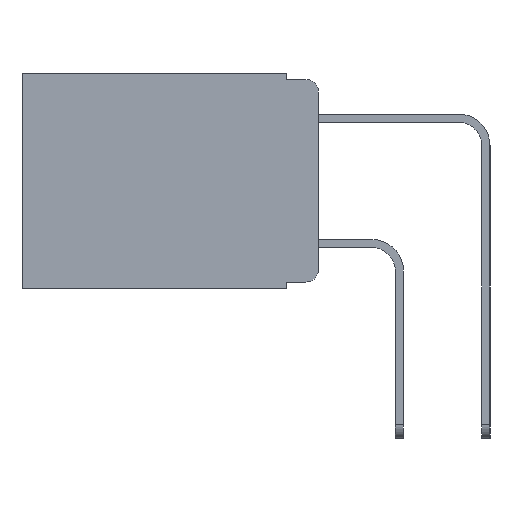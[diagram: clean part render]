
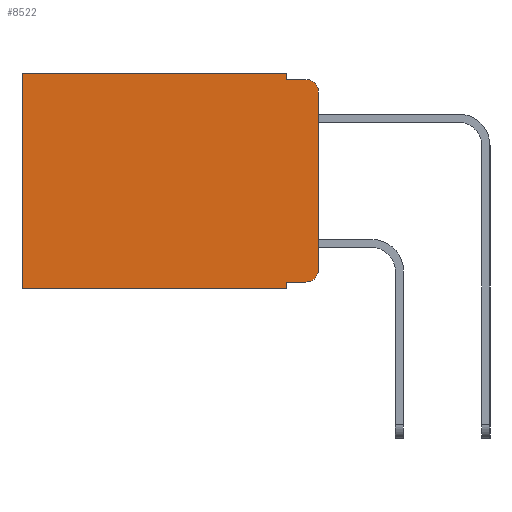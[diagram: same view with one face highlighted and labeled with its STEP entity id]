
A CAD part, left-side view. The second image highlights one B-rep face of the part: STEP entity #8522.
In plain terms, the highlighted planar face has unit normal (-1, 0, 0).
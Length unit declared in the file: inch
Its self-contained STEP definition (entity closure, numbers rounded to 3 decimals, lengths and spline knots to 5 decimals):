
#48 = DIRECTION ( 'NONE',  ( 0., 0., -1. ) ) ;
#229 = DIRECTION ( 'NONE',  ( 0., 0., -1. ) ) ;
#501 = AXIS2_PLACEMENT_3D ( 'NONE', #2678, #7845, #48 ) ;
#1024 = LINE ( 'NONE', #12164, #10900 ) ;
#1450 = CARTESIAN_POINT ( 'NONE',  ( 0.298, 0.051, -0.333 ) ) ;
#1604 = CARTESIAN_POINT ( 'NONE',  ( 0.298, 0., -0.03 ) ) ;
#1851 = EDGE_LOOP ( 'NONE', ( #15783, #6200, #14560, #9965, #15898, #8341, #5143, #12527, #14493, #12078 ) ) ;
#1944 = VERTEX_POINT ( 'NONE', #13214 ) ;
#2021 = VECTOR ( 'NONE', #2753, 39.37008 ) ;
#2143 = CARTESIAN_POINT ( 'NONE',  ( 0.298, 0.473, -0.343 ) ) ;
#2424 = CARTESIAN_POINT ( 'NONE',  ( 0.298, 0., -0.343 ) ) ;
#2645 = VERTEX_POINT ( 'NONE', #5720 ) ;
#2678 = CARTESIAN_POINT ( 'NONE',  ( 0.298, 0., 0. ) ) ;
#2697 = CARTESIAN_POINT ( 'NONE',  ( 0.298, 0.473, 0. ) ) ;
#2753 = DIRECTION ( 'NONE',  ( 0., -1., 0. ) ) ;
#2765 = VECTOR ( 'NONE', #13959, 39.37008 ) ;
#2887 = DIRECTION ( 'NONE',  ( 0., 1., 0. ) ) ;
#3178 = CIRCLE ( 'NONE', #9777, 0.02 ) ;
#3491 = DIRECTION ( 'NONE',  ( 0., 0., -1. ) ) ;
#3591 = VECTOR ( 'NONE', #2887, 39.37008 ) ;
#3732 = VERTEX_POINT ( 'NONE', #2143 ) ;
#4161 = CARTESIAN_POINT ( 'NONE',  ( 0.298, 0.02, -0.333 ) ) ;
#4238 = EDGE_CURVE ( 'NONE', #13198, #13082, #10432, .T. ) ;
#4547 = VERTEX_POINT ( 'NONE', #4161 ) ;
#4596 = VERTEX_POINT ( 'NONE', #7418 ) ;
#4757 = DIRECTION ( 'NONE',  ( 0., -1., 0. ) ) ;
#5092 = EDGE_CURVE ( 'NONE', #4596, #5631, #7414, .T. ) ;
#5143 = ORIENTED_EDGE ( 'NONE', *, *, #16210, .F. ) ;
#5205 = VECTOR ( 'NONE', #4757, 39.37008 ) ;
#5631 = VERTEX_POINT ( 'NONE', #2697 ) ;
#5638 = EDGE_CURVE ( 'NONE', #15647, #4547, #8864, .T. ) ;
#5720 = CARTESIAN_POINT ( 'NONE',  ( 0.298, 0.051, -0.01 ) ) ;
#6200 = ORIENTED_EDGE ( 'NONE', *, *, #4238, .T. ) ;
#6275 = DIRECTION ( 'NONE',  ( -1., 0., 0. ) ) ;
#6944 = EDGE_CURVE ( 'NONE', #15647, #7107, #12227, .T. ) ;
#7107 = VERTEX_POINT ( 'NONE', #14834 ) ;
#7414 = LINE ( 'NONE', #11860, #3591 ) ;
#7418 = CARTESIAN_POINT ( 'NONE',  ( 0.298, 0.051, 0. ) ) ;
#7503 = VECTOR ( 'NONE', #9039, 39.37008 ) ;
#7739 = CARTESIAN_POINT ( 'NONE',  ( 0.298, 0.473, 0. ) ) ;
#7797 = EDGE_CURVE ( 'NONE', #13198, #1944, #15559, .T. ) ;
#7845 = DIRECTION ( 'NONE',  ( 1., 0., 0. ) ) ;
#8154 = CARTESIAN_POINT ( 'NONE',  ( 0.298, 0.051, 0. ) ) ;
#8341 = ORIENTED_EDGE ( 'NONE', *, *, #11198, .T. ) ;
#8522 = ADVANCED_FACE ( 'NONE', ( #11554 ), #11653, .F. ) ;
#8589 = CARTESIAN_POINT ( 'NONE',  ( 0.298, 0., 0. ) ) ;
#8864 = LINE ( 'NONE', #1450, #2021 ) ;
#8894 = AXIS2_PLACEMENT_3D ( 'NONE', #15067, #15281, #229 ) ;
#9039 = DIRECTION ( 'NONE',  ( 0., 0., -1. ) ) ;
#9777 = AXIS2_PLACEMENT_3D ( 'NONE', #13908, #6275, #15163 ) ;
#9965 = ORIENTED_EDGE ( 'NONE', *, *, #12669, .F. ) ;
#10432 = CIRCLE ( 'NONE', #8894, 0.02 ) ;
#10900 = VECTOR ( 'NONE', #13458, 39.37008 ) ;
#11198 = EDGE_CURVE ( 'NONE', #5631, #3732, #14286, .T. ) ;
#11554 = FACE_OUTER_BOUND ( 'NONE', #1851, .T. ) ;
#11653 = PLANE ( 'NONE',  #501 ) ;
#11821 = VECTOR ( 'NONE', #15793, 39.37008 ) ;
#11860 = CARTESIAN_POINT ( 'NONE',  ( 0.298, 0., 0. ) ) ;
#12010 = LINE ( 'NONE', #16169, #5205 ) ;
#12078 = ORIENTED_EDGE ( 'NONE', *, *, #16179, .T. ) ;
#12164 = CARTESIAN_POINT ( 'NONE',  ( 0.298, 0.051, 0. ) ) ;
#12193 = VECTOR ( 'NONE', #3491, 39.37008 ) ;
#12227 = LINE ( 'NONE', #8154, #11821 ) ;
#12527 = ORIENTED_EDGE ( 'NONE', *, *, #6944, .F. ) ;
#12669 = EDGE_CURVE ( 'NONE', #4596, #2645, #1024, .T. ) ;
#13082 = VERTEX_POINT ( 'NONE', #16623 ) ;
#13198 = VERTEX_POINT ( 'NONE', #1604 ) ;
#13214 = CARTESIAN_POINT ( 'NONE',  ( 0.298, 0., -0.313 ) ) ;
#13411 = LINE ( 'NONE', #2424, #2765 ) ;
#13458 = DIRECTION ( 'NONE',  ( 0., 0., -1. ) ) ;
#13908 = CARTESIAN_POINT ( 'NONE',  ( 0.298, 0.02, -0.313 ) ) ;
#13959 = DIRECTION ( 'NONE',  ( 0., 1., 0. ) ) ;
#14037 = CARTESIAN_POINT ( 'NONE',  ( 0.298, 0.051, -0.333 ) ) ;
#14286 = LINE ( 'NONE', #7739, #7503 ) ;
#14493 = ORIENTED_EDGE ( 'NONE', *, *, #5638, .T. ) ;
#14560 = ORIENTED_EDGE ( 'NONE', *, *, #16060, .F. ) ;
#14834 = CARTESIAN_POINT ( 'NONE',  ( 0.298, 0.051, -0.343 ) ) ;
#15067 = CARTESIAN_POINT ( 'NONE',  ( 0.298, 0.02, -0.03 ) ) ;
#15163 = DIRECTION ( 'NONE',  ( 0., 0., -1. ) ) ;
#15281 = DIRECTION ( 'NONE',  ( -1., 0., 0. ) ) ;
#15559 = LINE ( 'NONE', #8589, #12193 ) ;
#15647 = VERTEX_POINT ( 'NONE', #14037 ) ;
#15783 = ORIENTED_EDGE ( 'NONE', *, *, #7797, .F. ) ;
#15793 = DIRECTION ( 'NONE',  ( 0., 0., -1. ) ) ;
#15898 = ORIENTED_EDGE ( 'NONE', *, *, #5092, .T. ) ;
#16060 = EDGE_CURVE ( 'NONE', #2645, #13082, #12010, .T. ) ;
#16169 = CARTESIAN_POINT ( 'NONE',  ( 0.298, 0.051, -0.01 ) ) ;
#16179 = EDGE_CURVE ( 'NONE', #4547, #1944, #3178, .T. ) ;
#16210 = EDGE_CURVE ( 'NONE', #7107, #3732, #13411, .T. ) ;
#16623 = CARTESIAN_POINT ( 'NONE',  ( 0.298, 0.02, -0.01 ) ) ;
